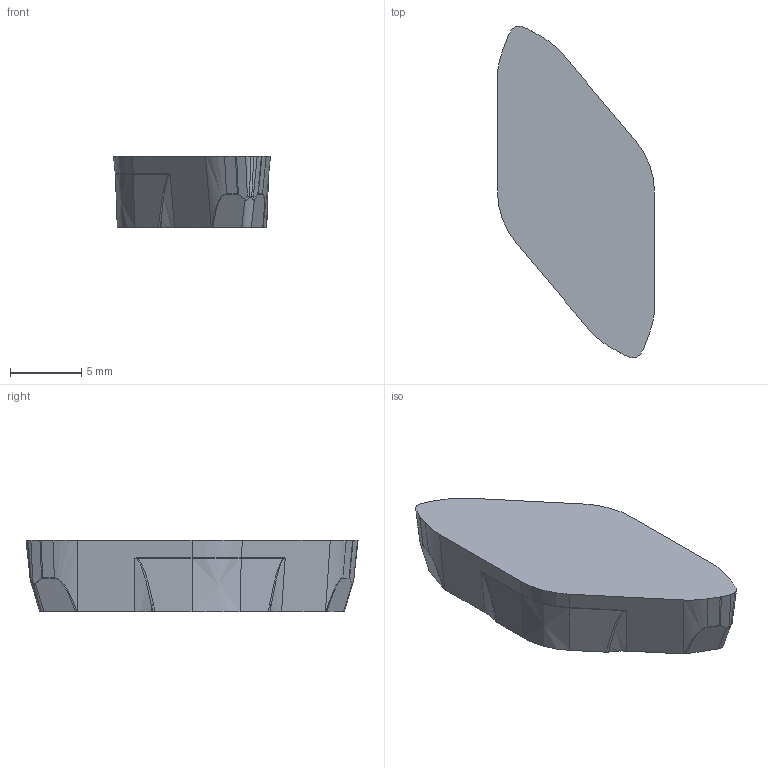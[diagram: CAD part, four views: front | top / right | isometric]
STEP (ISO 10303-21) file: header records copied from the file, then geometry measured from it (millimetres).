
FILE_DESCRIPTION(/* description */ (''),/* implementation_level */ '2;1');
FILE_NAME(/* name */ 'aaa319247_a.stp',/* time_stamp */ '2018-06-01T10:25:09+02:00',/* author */ (''),/* organization */ ('SMS'),/* preprocessor_version */ 'ST-DEVELOPER v15',/* originating_system */ 'SIEMENS PLM Software NX 8.5',/* authorisation */ '');
FILE_SCHEMA (('AUTOMOTIVE_DESIGN { 1 0 10303 214 3 1 1 1 }'));
Length unit declared in the file: millimetre
Products named in the file (1): AAA319247_A
Bounding box: 11 x 23.26 x 5 mm (x, y, z)
Volume: 799.2 mm3; surface area: 589.1 mm2
Topology: 1 solids, 1 shells, 94 faces, 233 edges, 139 vertices
Faces by surface type: bspline 30, cone 26, plane 22, cylinder 12, extrusion 2, torus 2
Entity records: 4824 total; most frequent: CARTESIAN_POINT 2745, ORIENTED_EDGE 456, DIRECTION 384, EDGE_CURVE 228, AXIS2_PLACEMENT_3D 145, VERTEX_POINT 136, ADVANCED_FACE 94, FACE_OUTER_BOUND 94
